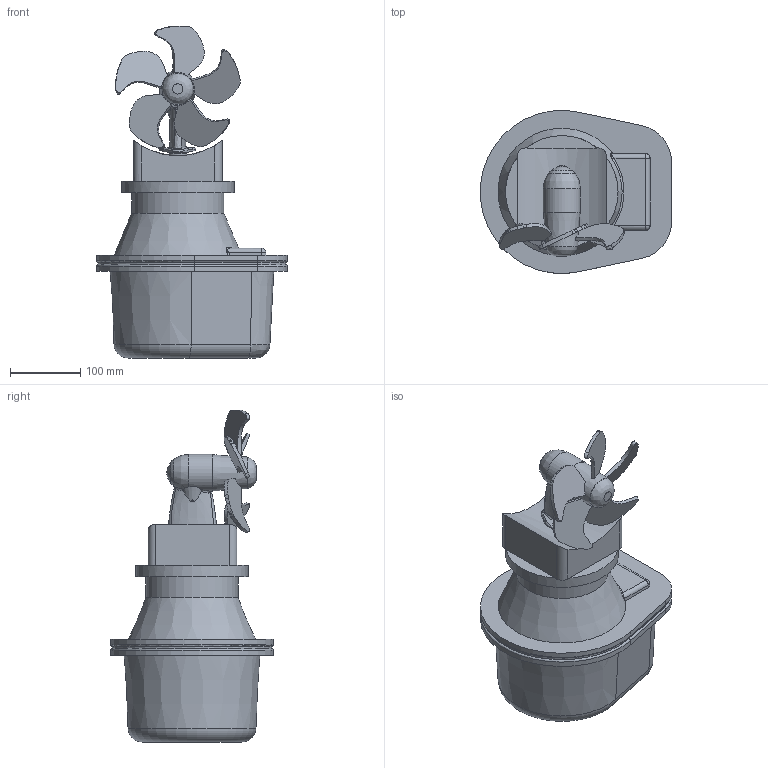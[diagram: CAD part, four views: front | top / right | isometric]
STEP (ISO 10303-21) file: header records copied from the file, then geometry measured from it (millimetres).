
FILE_DESCRIPTION(/* description */ (''),/* implementation_level */ '2;1');
FILE_NAME(/* name */ 'SE60_185S IP.stp',/* time_stamp */ '2016-03-22T08:37:43+01:00',/* author */ ('elvira'),/* organization */ (''),/* preprocessor_version */ 'ST-DEVELOPER v16.1',/* originating_system */ 'Autodesk Inventor 2016',/* authorisation */ '');
FILE_SCHEMA (('AUTOMOTIVE_DESIGN { 1 0 10303 214 3 1 1 }'));
Length unit declared in the file: millimetre
Products named in the file (1): SE60 IP
Bounding box: 271.58 x 231.86 x 472.08 mm (x, y, z)
Volume: 8484267.4 mm3; surface area: 377435.3 mm2
Topology: 2 solids, 2 shells, 486 faces, 1207 edges, 743 vertices
Faces by surface type: bspline 221, plane 114, cylinder 94, torus 37, cone 18, sphere 2
Full cylindrical faces by diameter (mm): 26 x1, 110 x1, 131 x1, 160 x1
Entity records: 27400 total; most frequent: CARTESIAN_POINT 16984, ORIENTED_EDGE 2384, DIRECTION 1474, EDGE_CURVE 1192, VERTEX_POINT 738, AXIS2_PLACEMENT_3D 601, B_SPLINE_CURVE_WITH_KNOTS 582, EDGE_LOOP 514
